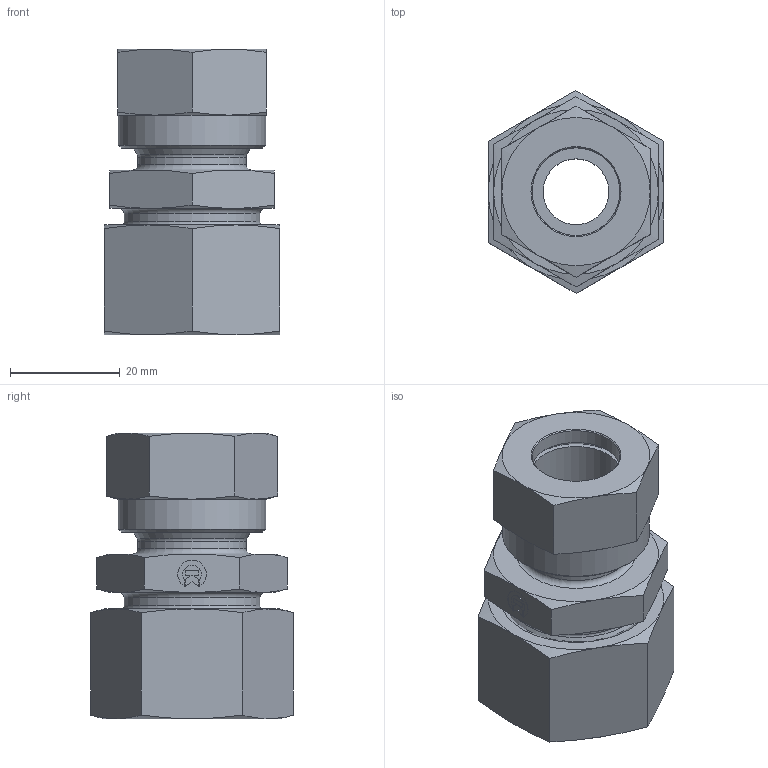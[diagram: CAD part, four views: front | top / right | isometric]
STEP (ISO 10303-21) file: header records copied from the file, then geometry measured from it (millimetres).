
FILE_DESCRIPTION((''),'2;1');
FILE_NAME('32518162722.stp','2014-08-15T16:20:07',(''),('KNOMI spol. s r. o.'),'Autodesk Inventor 2012','Autodesk Inventor 2012','');
FILE_SCHEMA(('AUTOMOTIVE_DESIGN { 1 2 10303 214 0 1 1 1 }'));
Length unit declared in the file: millimetre
Products named in the file (6): PSR2K Tr18/16 M27/M22; 315 1816 2722; 3931622; 40316; 3931827; 40118
Assembly tree (5 placements, depth 2):
  PSR2K Tr18/16 M27/M22
    315 1816 2722
    3931622
    40316
    3931827
    40118
Bounding box: 32.01 x 36.95 x 52 mm (x, y, z)
Volume: 27076.8 mm3; surface area: 16320.9 mm2
Topology: 5 solids, 5 shells, 149 faces, 342 edges, 220 vertices
Faces by surface type: plane 63, cone 58, cylinder 22, torus 6
Full cylindrical faces by diameter (mm): 12 x1, 16 x3, 18 x3, 18.6 x1, 19.7 x1, 20 x1, 20.3 x1, 20.376 x1, 22 x1, 23 x1, 24.7 x1, 25.376 x1, 26.8 x1, 27 x1
Entity records: 4123 total; most frequent: CARTESIAN_POINT 788, DIRECTION 634, ORIENTED_EDGE 552, EDGE_CURVE 276, AXIS2_PLACEMENT_3D 262, EDGE_LOOP 214, VERTEX_POINT 192, STYLED_ITEM 162
